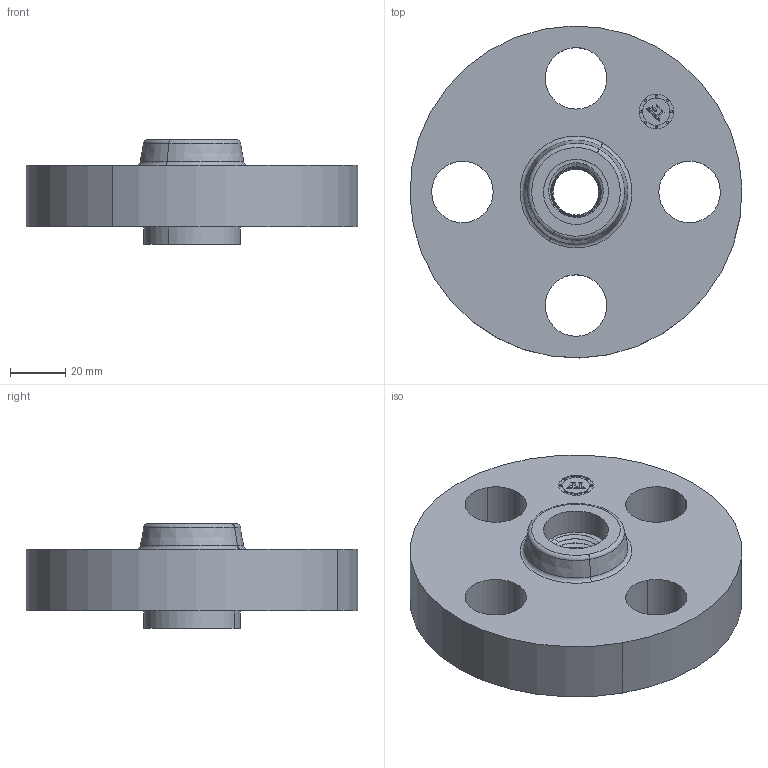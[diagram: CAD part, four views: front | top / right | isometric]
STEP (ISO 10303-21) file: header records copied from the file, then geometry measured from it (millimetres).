
FILE_DESCRIPTION(('3D STEP'),'2;1');
FILE_NAME('0.5-1500-THREADED-RF-FLANGE.stp','2013-03-11T02:07:22+00:00',('Texas Flange'),(''),'CATIA Version 5 Release 20 SP 6 (IN-10)','CATIA V5 STEP AP214','800-826-3801');
FILE_SCHEMA(('AUTOMOTIVE_DESIGN { 1 0 10303 214 1 1 1 1 }'));
Length unit declared in the file: inch
Products named in the file (1): 0.5-1500-THREADED-RF-FLANGE
Bounding box: 120.62 x 120.62 x 38.1 mm (x, y, z)
Volume: 224208.5 mm3; surface area: 39356.5 mm2
Topology: 1 solids, 1 shells, 573 faces, 1561 edges, 1010 vertices
Faces by surface type: plane 370, bspline 131, cylinder 34, cone 34, torus 4
Entity records: 22851 total; most frequent: CARTESIAN_POINT 7167, ORIENTED_EDGE 3122, DIRECTION 1928, EDGE_CURVE 1561, VECTOR 1112, LINE 1112, VERTEX_POINT 1010, EDGE_LOOP 603
